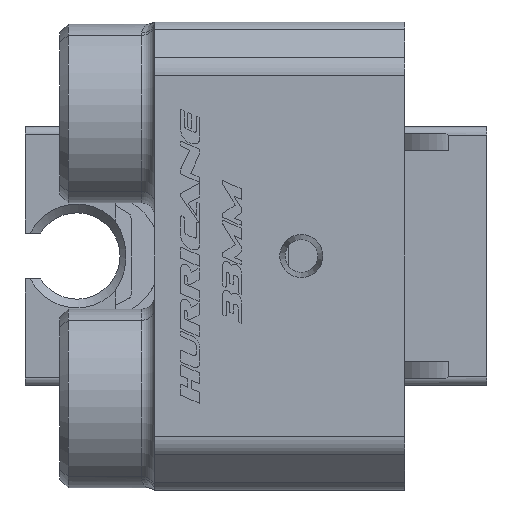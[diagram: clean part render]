
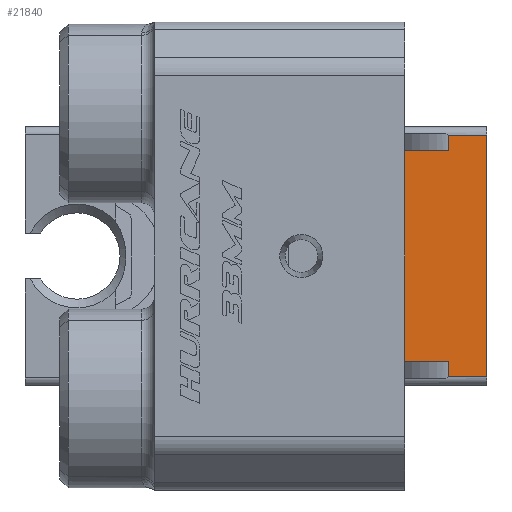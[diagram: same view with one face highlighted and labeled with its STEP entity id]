
A CAD part, left-side view. The second image highlights one B-rep face of the part: STEP entity #21840.
In plain terms, the highlighted planar face has unit normal (-1, 0, 0).
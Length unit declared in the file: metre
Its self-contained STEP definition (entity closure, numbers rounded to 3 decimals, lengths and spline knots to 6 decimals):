
#3238=ORIENTED_EDGE('',*,*,#9245,.T.);
#3239=ORIENTED_EDGE('',*,*,#8833,.F.);
#3240=ORIENTED_EDGE('',*,*,#9250,.F.);
#3241=ORIENTED_EDGE('',*,*,#8848,.F.);
#3242=ORIENTED_EDGE('',*,*,#9249,.T.);
#3243=ORIENTED_EDGE('',*,*,#9251,.T.);
#3244=ORIENTED_EDGE('',*,*,#8860,.T.);
#3245=ORIENTED_EDGE('',*,*,#8858,.T.);
#8833=EDGE_CURVE('',#12120,#12121,#14251,.T.);
#8848=EDGE_CURVE('',#12133,#12134,#14259,.T.);
#8858=EDGE_CURVE('',#12137,#12139,#14261,.T.);
#8860=EDGE_CURVE('',#12140,#12137,#14263,.T.);
#9245=EDGE_CURVE('',#12139,#12121,#14497,.T.);
#9249=EDGE_CURVE('',#12133,#12343,#14500,.T.);
#9250=EDGE_CURVE('',#12134,#12120,#14501,.T.);
#9251=EDGE_CURVE('',#12343,#12140,#14502,.T.);
#12120=VERTEX_POINT('',#31307);
#12121=VERTEX_POINT('',#31309);
#12133=VERTEX_POINT('',#31358);
#12134=VERTEX_POINT('',#31359);
#12137=VERTEX_POINT('',#31403);
#12139=VERTEX_POINT('',#31413);
#12140=VERTEX_POINT('',#31418);
#12343=VERTEX_POINT('',#35046);
#14251=LINE('',#31308,#16564);
#14259=LINE('',#31357,#16572);
#14261=LINE('',#31414,#16574);
#14263=LINE('',#31417,#16576);
#14497=LINE('',#35039,#16810);
#14500=LINE('',#35047,#16813);
#14501=LINE('',#35049,#16814);
#14502=LINE('',#35050,#16815);
#16564=VECTOR('',#24854,1.);
#16572=VECTOR('',#24872,1.);
#16574=VECTOR('',#24874,1.);
#16576=VECTOR('',#24878,1.);
#16810=VECTOR('',#25378,1.);
#16813=VECTOR('',#25389,1.);
#16814=VECTOR('',#25392,1.);
#16815=VECTOR('',#25393,1.);
#18588=EDGE_LOOP('',(#3238,#3239,#3240,#3241,#3242,#3243,#3244,#3245));
#19864=FACE_BOUND('',#18588,.T.);
#20998=PLANE('',#23007);
#21840=ADVANCED_FACE('',(#19864),#20998,.F.);
#23007=AXIS2_PLACEMENT_3D('',#35048,#25390,#25391);
#24854=DIRECTION('',(0.,0.,1.));
#24872=DIRECTION('',(0.,0.,1.));
#24874=DIRECTION('',(0.,0.,-1.));
#24878=DIRECTION('',(0.,1.,0.));
#25378=DIRECTION('',(0.,1.,0.));
#25389=DIRECTION('',(0.,-1.,0.));
#25390=DIRECTION('',(1.,0.,0.));
#25391=DIRECTION('',(0.,0.,-1.));
#25392=DIRECTION('',(0.,1.,0.));
#25393=DIRECTION('',(0.,0.,1.));
#31307=CARTESIAN_POINT('',(0.013,-0.002,-0.0122));
#31308=CARTESIAN_POINT('',(0.013,-0.002,-0.0122));
#31309=CARTESIAN_POINT('',(0.013,-0.002,0.0122));
#31357=CARTESIAN_POINT('',(0.013,-0.007074,-0.0142));
#31358=CARTESIAN_POINT('',(0.013,-0.007074,-0.014));
#31359=CARTESIAN_POINT('',(0.013,-0.007074,-0.0122));
#31403=CARTESIAN_POINT('',(0.013,-0.007074,0.014));
#31413=CARTESIAN_POINT('',(0.013,-0.007074,0.0122));
#31414=CARTESIAN_POINT('',(0.013,-0.007074,0.0142));
#31417=CARTESIAN_POINT('',(0.013,-0.0095,0.014));
#31418=CARTESIAN_POINT('',(0.013,-0.0115,0.014));
#35039=CARTESIAN_POINT('',(0.013,0.,0.0122));
#35046=CARTESIAN_POINT('',(0.013,-0.0115,-0.014));
#35047=CARTESIAN_POINT('',(0.013,-0.0095,-0.014));
#35048=CARTESIAN_POINT('',(0.013,-0.0095,0.));
#35049=CARTESIAN_POINT('',(0.013,0.,-0.0122));
#35050=CARTESIAN_POINT('',(0.013,-0.0115,0.));
